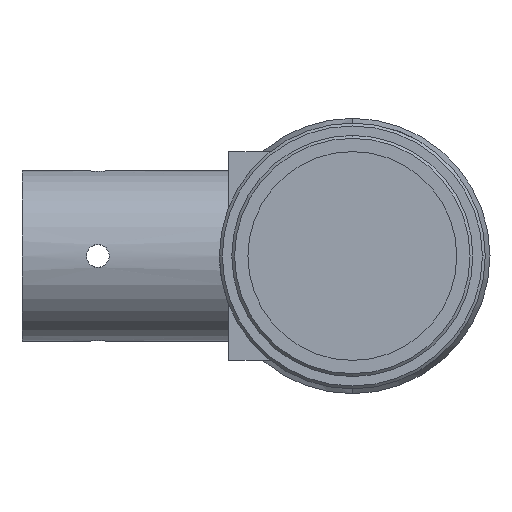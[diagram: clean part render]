
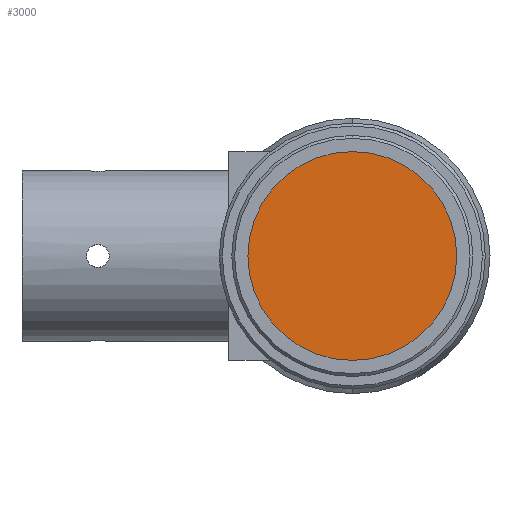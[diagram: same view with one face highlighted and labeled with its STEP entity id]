
A CAD part, left-side view. The second image highlights one B-rep face of the part: STEP entity #3000.
In plain terms, the highlighted planar face has unit normal (-1, 0, 0).
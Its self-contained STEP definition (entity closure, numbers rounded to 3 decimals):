
#148 = DIRECTION ( 'NONE',  ( 1., 0., 0. ) ) ;
#253 = EDGE_CURVE ( 'NONE', #1887, #2347, #397, .T. ) ;
#397 = CIRCLE ( 'NONE', #1407, 11. ) ;
#647 = AXIS2_PLACEMENT_3D ( 'NONE', #1377, #148, #3556 ) ;
#781 = EDGE_LOOP ( 'NONE', ( #2039, #2159 ) ) ;
#983 = DIRECTION ( 'NONE',  ( -1., 0., 0. ) ) ;
#1377 = CARTESIAN_POINT ( 'NONE',  ( -58.462, 0., 0. ) ) ;
#1407 = AXIS2_PLACEMENT_3D ( 'NONE', #2762, #3656, #3384 ) ;
#1529 = FACE_OUTER_BOUND ( 'NONE', #781, .T. ) ;
#1887 = VERTEX_POINT ( 'NONE', #2704 ) ;
#2039 = ORIENTED_EDGE ( 'NONE', *, *, #253, .F. ) ;
#2159 = ORIENTED_EDGE ( 'NONE', *, *, #3524, .F. ) ;
#2166 = CARTESIAN_POINT ( 'NONE',  ( -58.462, -11.132, -11.132 ) ) ;
#2347 = VERTEX_POINT ( 'NONE', #3597 ) ;
#2704 = CARTESIAN_POINT ( 'NONE',  ( -58.462, 0., 11. ) ) ;
#2762 = CARTESIAN_POINT ( 'NONE',  ( -58.462, 0., 0. ) ) ;
#2917 = CIRCLE ( 'NONE', #647, 11. ) ;
#3000 = ADVANCED_FACE ( 'NONE', ( #1529 ), #3401, .T. ) ;
#3311 = AXIS2_PLACEMENT_3D ( 'NONE', #2166, #983, #3392 ) ;
#3384 = DIRECTION ( 'NONE',  ( 0., 0., 1. ) ) ;
#3392 = DIRECTION ( 'NONE',  ( 0., 0., 1. ) ) ;
#3401 = PLANE ( 'NONE',  #3311 ) ;
#3524 = EDGE_CURVE ( 'NONE', #2347, #1887, #2917, .T. ) ;
#3556 = DIRECTION ( 'NONE',  ( 0., 0., 1. ) ) ;
#3597 = CARTESIAN_POINT ( 'NONE',  ( -58.462, 0., -11. ) ) ;
#3656 = DIRECTION ( 'NONE',  ( 1., 0., 0. ) ) ;
